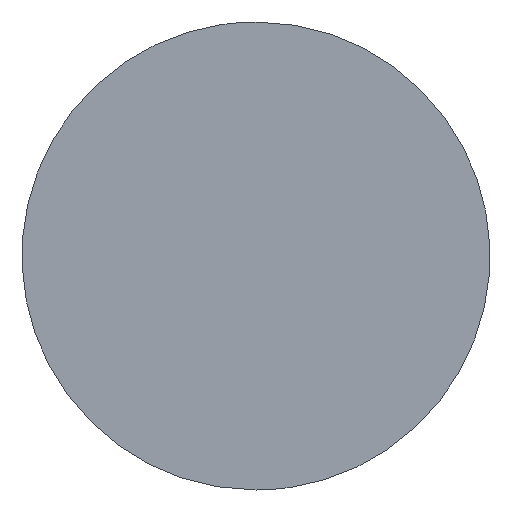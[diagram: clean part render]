
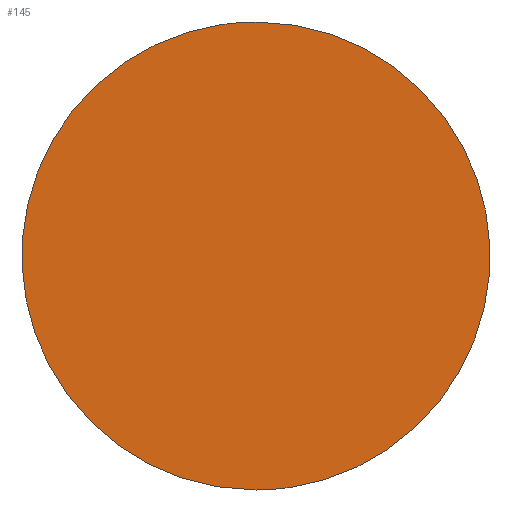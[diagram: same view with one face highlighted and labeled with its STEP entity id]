
A CAD part, front view. The second image highlights one B-rep face of the part: STEP entity #145.
In plain terms, the highlighted free-form (B-spline) face has degree [1, 1] with [2, 2] control points.
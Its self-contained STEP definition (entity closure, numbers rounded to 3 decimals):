
#73 = EDGE_CURVE('',#74,#76,#78,.T.);
#74 = VERTEX_POINT('',#75);
#75 = CARTESIAN_POINT('',(-212.351,-3315.339,
    1649.736));
#76 = VERTEX_POINT('',#77);
#77 = CARTESIAN_POINT('',(-212.351,-3315.339,
    -350.626));
#78 = ( BOUNDED_CURVE() B_SPLINE_CURVE(2,(#79,#80,#81,#82,#83),
.UNSPECIFIED.,.F.,.F.) B_SPLINE_CURVE_WITH_KNOTS((3,2,3),(0.,
1.571,3.142),.PIECEWISE_BEZIER_KNOTS.) CURVE() 
GEOMETRIC_REPRESENTATION_ITEM() RATIONAL_B_SPLINE_CURVE((1.,
0.707,1.,0.707,1.)) REPRESENTATION_ITEM('') );
#79 = CARTESIAN_POINT('',(-212.351,-3315.339,
    1649.736));
#80 = CARTESIAN_POINT('',(787.83,-3315.339,
    1649.736));
#81 = CARTESIAN_POINT('',(787.83,-3315.339,
    649.555));
#82 = CARTESIAN_POINT('',(787.83,-3315.339,
    -350.626));
#83 = CARTESIAN_POINT('',(-212.351,-3315.339,
    -350.626));
#145 = ADVANCED_FACE('',(#146),#157,.F.);
#146 = FACE_BOUND('',#147,.T.);
#147 = EDGE_LOOP('',(#148,#149));
#148 = ORIENTED_EDGE('',*,*,#73,.F.);
#149 = ORIENTED_EDGE('',*,*,#150,.F.);
#150 = EDGE_CURVE('',#76,#74,#151,.T.);
#151 = ( BOUNDED_CURVE() B_SPLINE_CURVE(2,(#152,#153,#154,#155,#156),
.UNSPECIFIED.,.F.,.F.) B_SPLINE_CURVE_WITH_KNOTS((3,2,3),(3.142,
4.712,6.283),.PIECEWISE_BEZIER_KNOTS.) CURVE() 
GEOMETRIC_REPRESENTATION_ITEM() RATIONAL_B_SPLINE_CURVE((1.,
0.707,1.,0.707,1.)) REPRESENTATION_ITEM('') );
#152 = CARTESIAN_POINT('',(-212.351,-3315.339,
    -350.626));
#153 = CARTESIAN_POINT('',(-1212.533,-3315.339,
    -350.626));
#154 = CARTESIAN_POINT('',(-1212.533,-3315.339,
    649.555));
#155 = CARTESIAN_POINT('',(-1212.533,-3315.339,
    1649.736));
#156 = CARTESIAN_POINT('',(-212.351,-3315.339,
    1649.736));
#157 = B_SPLINE_SURFACE_WITH_KNOTS('',1,1,(
    (#158,#159)
    ,(#160,#161
    )),.UNSPECIFIED.,.F.,.F.,.F.,(2,2),(2,2),(-750.,750.),(-750.,750.),
  .PIECEWISE_BEZIER_KNOTS.);
#158 = CARTESIAN_POINT('',(-1212.533,-3315.339,
    -350.626));
#159 = CARTESIAN_POINT('',(787.83,-3315.339,
    -350.626));
#160 = CARTESIAN_POINT('',(-1212.533,-3315.339,
    1649.736));
#161 = CARTESIAN_POINT('',(787.83,-3315.339,
    1649.736));
